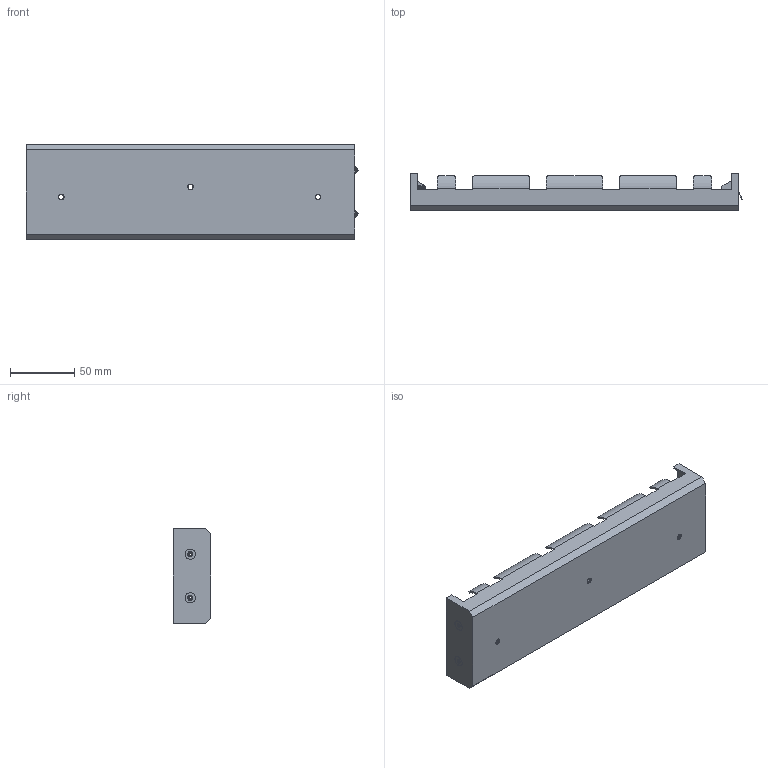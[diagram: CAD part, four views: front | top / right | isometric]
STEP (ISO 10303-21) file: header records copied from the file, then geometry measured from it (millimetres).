
FILE_DESCRIPTION (( 'STEP AP214' ), '1' );
FILE_NAME ('BH28DL.STEP', '2020-01-05T06:08:46', ( '' ), ( '' ), 'SwSTEP 2.0', 'SolidWorks 2017', '' );
FILE_SCHEMA (( 'AUTOMOTIVE_DESIGN' ));
Length unit declared in the file: millimetre
Products named in the file (1): BH28DL
Bounding box: 259.34 x 29.3 x 73.8 mm (x, y, z)
Volume: 64759.7 mm3; surface area: 75152.8 mm2
Topology: 8 solids, 8 shells, 696 faces, 1740 edges, 1148 vertices
Faces by surface type: plane 452, cylinder 204, torus 32, bspline 8
Entity records: 26113 total; most frequent: CARTESIAN_POINT 9019, DIRECTION 3482, ORIENTED_EDGE 3480, EDGE_CURVE 1740, VECTOR 1224, LINE 1224, VERTEX_POINT 1148, AXIS2_PLACEMENT_3D 1129
